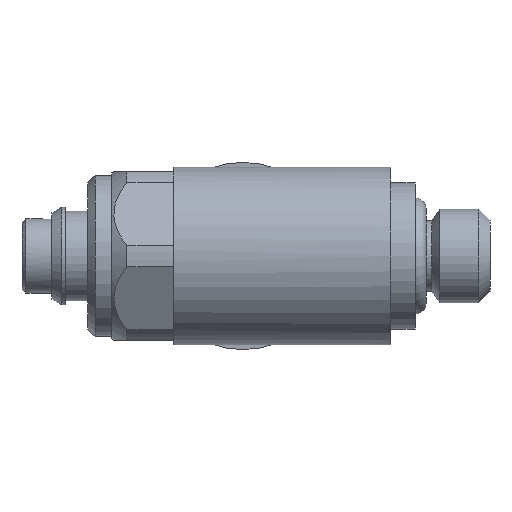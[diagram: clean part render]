
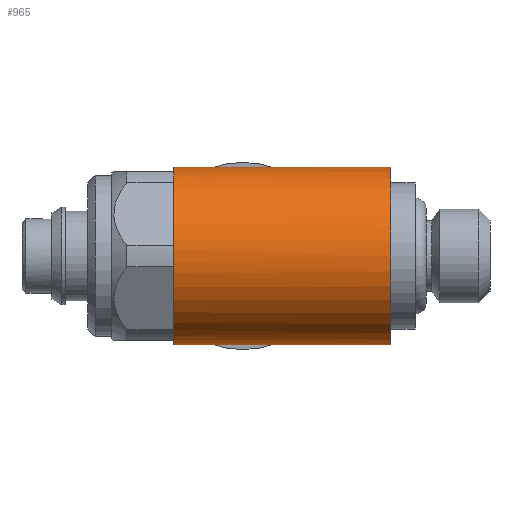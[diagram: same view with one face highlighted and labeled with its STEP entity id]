
A CAD part, left-side view. The second image highlights one B-rep face of the part: STEP entity #965.
In plain terms, the highlighted cylindrical face has radius 4.75 mm (diameter 9.5 mm), a full revolution.
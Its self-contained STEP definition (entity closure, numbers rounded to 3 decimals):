
#261=B_SPLINE_CURVE_WITH_KNOTS('',3,(#1420,#1421,#1422,#1423,#1424,#1425,
#1426,#1427,#1428,#1429,#1430,#1431,#1432,#1433,#1434,#1435,#1436,#1437,
#1438,#1439,#1440,#1441,#1442,#1443,#1444,#1445,#1446,#1447,#1448,#1449,
#1450,#1451,#1452,#1453,#1454,#1455,#1456,#1457,#1458,#1459,#1460,#1461,
#1462,#1463,#1464,#1465,#1466,#1467,#1468,#1469,#1470,#1471,#1472,#1473,
#1474,#1475,#1476,#1477,#1478,#1479,#1480,#1481,#1482,#1483,#1484,#1485),
 .UNSPECIFIED.,.T.,.U.,(4,2,2,2,2,2,2,2,2,2,2,2,2,2,2,2,2,2,2,2,2,2,2,2,
2,2,2,2,2,2,2,2,4),(0.,0.702,1.405,2.107,
2.809,3.498,4.187,4.876,5.565,
6.254,6.943,7.632,8.321,9.023,
9.726,10.428,11.13,11.832,12.535,
13.237,13.939,14.628,15.317,16.006,
16.695,17.384,18.073,18.762,19.451,
20.153,20.856,21.558,22.26),
 .UNSPECIFIED.);
#269=VERTEX_POINT('',#1419);
#270=VERTEX_POINT('',#1486);
#271=VERTEX_POINT('',#1488);
#272=VERTEX_POINT('',#1489);
#273=VERTEX_POINT('',#1491);
#274=VERTEX_POINT('',#1493);
#275=VERTEX_POINT('',#1495);
#276=VERTEX_POINT('',#1497);
#277=VERTEX_POINT('',#1499);
#278=VERTEX_POINT('',#1501);
#279=VERTEX_POINT('',#1503);
#280=VERTEX_POINT('',#1505);
#281=VERTEX_POINT('',#1507);
#282=VERTEX_POINT('',#1509);
#351=CIRCLE('',#1760,4.75);
#352=CIRCLE('',#1761,4.75);
#353=CIRCLE('',#1762,4.75);
#354=CIRCLE('',#1763,4.75);
#355=CIRCLE('',#1764,4.75);
#356=CIRCLE('',#1765,4.75);
#357=CIRCLE('',#1766,4.75);
#358=CIRCLE('',#1767,4.75);
#359=CIRCLE('',#1768,4.75);
#360=CIRCLE('',#1769,4.75);
#361=CIRCLE('',#1770,4.75);
#362=CIRCLE('',#1771,4.75);
#363=CIRCLE('',#1772,4.75);
#418=EDGE_CURVE('',#269,#269,#351,.T.);
#419=EDGE_CURVE('',#270,#270,#261,.T.);
#420=EDGE_CURVE('',#271,#272,#352,.F.);
#421=EDGE_CURVE('',#272,#273,#353,.T.);
#422=EDGE_CURVE('',#273,#274,#354,.F.);
#423=EDGE_CURVE('',#274,#275,#355,.T.);
#424=EDGE_CURVE('',#275,#276,#356,.F.);
#425=EDGE_CURVE('',#276,#277,#357,.T.);
#426=EDGE_CURVE('',#277,#278,#358,.F.);
#427=EDGE_CURVE('',#278,#279,#359,.T.);
#428=EDGE_CURVE('',#279,#280,#360,.F.);
#429=EDGE_CURVE('',#280,#281,#361,.T.);
#430=EDGE_CURVE('',#281,#282,#362,.F.);
#431=EDGE_CURVE('',#282,#271,#363,.T.);
#540=ORIENTED_EDGE('',*,*,#418,.F.);
#541=ORIENTED_EDGE('',*,*,#419,.F.);
#542=ORIENTED_EDGE('',*,*,#420,.T.);
#543=ORIENTED_EDGE('',*,*,#421,.T.);
#544=ORIENTED_EDGE('',*,*,#422,.T.);
#545=ORIENTED_EDGE('',*,*,#423,.T.);
#546=ORIENTED_EDGE('',*,*,#424,.T.);
#547=ORIENTED_EDGE('',*,*,#425,.T.);
#548=ORIENTED_EDGE('',*,*,#426,.T.);
#549=ORIENTED_EDGE('',*,*,#427,.T.);
#550=ORIENTED_EDGE('',*,*,#428,.T.);
#551=ORIENTED_EDGE('',*,*,#429,.T.);
#552=ORIENTED_EDGE('',*,*,#430,.T.);
#553=ORIENTED_EDGE('',*,*,#431,.T.);
#764=EDGE_LOOP('',(#540));
#765=EDGE_LOOP('',(#541));
#766=EDGE_LOOP('',(#542,#543,#544,#545,#546,#547,#548,#549,#550,#551,#552,
#553));
#866=FACE_BOUND('',#764,.T.);
#867=FACE_BOUND('',#765,.T.);
#868=FACE_BOUND('',#766,.T.);
#965=ADVANCED_FACE('',(#866,#867,#868),#1030,.T.);
#1030=CYLINDRICAL_SURFACE('',#1759,4.75);
#1070=DIRECTION('',(0.,1.,0.));
#1071=DIRECTION('',(0.,0.,-4.75));
#1072=DIRECTION('',(0.,-1.,0.));
#1073=DIRECTION('',(0.,0.,-4.75));
#1074=DIRECTION('',(0.,1.,0.));
#1075=DIRECTION('',(0.,0.,-4.75));
#1076=DIRECTION('',(0.,-1.,0.));
#1077=DIRECTION('',(0.,0.,-4.75));
#1078=DIRECTION('',(0.,1.,0.));
#1079=DIRECTION('',(0.,0.,-4.75));
#1080=DIRECTION('',(0.,-1.,0.));
#1081=DIRECTION('',(0.,0.,-4.75));
#1082=DIRECTION('',(0.,1.,0.));
#1083=DIRECTION('',(0.,0.,-4.75));
#1084=DIRECTION('',(0.,-1.,0.));
#1085=DIRECTION('',(0.,0.,-4.75));
#1086=DIRECTION('',(0.,1.,0.));
#1087=DIRECTION('',(0.,0.,-4.75));
#1088=DIRECTION('',(0.,-1.,0.));
#1089=DIRECTION('',(0.,0.,-4.75));
#1090=DIRECTION('',(0.,1.,0.));
#1091=DIRECTION('',(0.,0.,-4.75));
#1092=DIRECTION('',(0.,-1.,0.));
#1093=DIRECTION('',(0.,0.,-4.75));
#1094=DIRECTION('',(0.,1.,0.));
#1095=DIRECTION('',(0.,0.,-4.75));
#1096=DIRECTION('',(0.,-1.,0.));
#1097=DIRECTION('',(0.,0.,-4.75));
#1417=CARTESIAN_POINT('',(0.,-4.,0.));
#1418=CARTESIAN_POINT('',(0.,1.3,0.));
#1419=CARTESIAN_POINT('',(0.,1.3,-4.75));
#1420=CARTESIAN_POINT('',(3.211,9.2,3.5));
#1421=CARTESIAN_POINT('',(3.211,8.966,3.5));
#1422=CARTESIAN_POINT('',(3.238,8.73,3.476));
#1423=CARTESIAN_POINT('',(3.335,8.271,3.383));
#1424=CARTESIAN_POINT('',(3.406,8.047,3.313));
#1425=CARTESIAN_POINT('',(3.573,7.622,3.133));
#1426=CARTESIAN_POINT('',(3.668,7.421,3.022));
#1427=CARTESIAN_POINT('',(3.862,7.048,2.769));
#1428=CARTESIAN_POINT('',(3.962,6.877,2.627));
#1429=CARTESIAN_POINT('',(4.145,6.576,2.326));
#1430=CARTESIAN_POINT('',(4.237,6.434,2.156));
#1431=CARTESIAN_POINT('',(4.407,6.18,1.784));
#1432=CARTESIAN_POINT('',(4.485,6.069,1.581));
#1433=CARTESIAN_POINT('',(4.614,5.887,1.152));
#1434=CARTESIAN_POINT('',(4.665,5.816,0.925));
#1435=CARTESIAN_POINT('',(4.733,5.723,0.464));
#1436=CARTESIAN_POINT('',(4.75,5.7,0.23));
#1437=CARTESIAN_POINT('',(4.75,5.7,-0.23));
#1438=CARTESIAN_POINT('',(4.733,5.723,-0.464));
#1439=CARTESIAN_POINT('',(4.665,5.816,-0.925));
#1440=CARTESIAN_POINT('',(4.614,5.887,-1.152));
#1441=CARTESIAN_POINT('',(4.485,6.069,-1.581));
#1442=CARTESIAN_POINT('',(4.407,6.18,-1.784));
#1443=CARTESIAN_POINT('',(4.237,6.434,-2.156));
#1444=CARTESIAN_POINT('',(4.145,6.576,-2.326));
#1445=CARTESIAN_POINT('',(3.962,6.877,-2.627));
#1446=CARTESIAN_POINT('',(3.862,7.048,-2.769));
#1447=CARTESIAN_POINT('',(3.668,7.421,-3.022));
#1448=CARTESIAN_POINT('',(3.573,7.622,-3.133));
#1449=CARTESIAN_POINT('',(3.406,8.047,-3.313));
#1450=CARTESIAN_POINT('',(3.335,8.271,-3.383));
#1451=CARTESIAN_POINT('',(3.238,8.73,-3.476));
#1452=CARTESIAN_POINT('',(3.211,8.966,-3.5));
#1453=CARTESIAN_POINT('',(3.211,9.434,-3.5));
#1454=CARTESIAN_POINT('',(3.238,9.67,-3.476));
#1455=CARTESIAN_POINT('',(3.335,10.129,-3.383));
#1456=CARTESIAN_POINT('',(3.406,10.353,-3.313));
#1457=CARTESIAN_POINT('',(3.573,10.778,-3.133));
#1458=CARTESIAN_POINT('',(3.668,10.979,-3.022));
#1459=CARTESIAN_POINT('',(3.862,11.352,-2.769));
#1460=CARTESIAN_POINT('',(3.962,11.523,-2.627));
#1461=CARTESIAN_POINT('',(4.145,11.824,-2.326));
#1462=CARTESIAN_POINT('',(4.237,11.966,-2.156));
#1463=CARTESIAN_POINT('',(4.407,12.22,-1.784));
#1464=CARTESIAN_POINT('',(4.485,12.331,-1.581));
#1465=CARTESIAN_POINT('',(4.614,12.513,-1.152));
#1466=CARTESIAN_POINT('',(4.665,12.584,-0.925));
#1467=CARTESIAN_POINT('',(4.733,12.677,-0.464));
#1468=CARTESIAN_POINT('',(4.75,12.7,-0.23));
#1469=CARTESIAN_POINT('',(4.75,12.7,0.23));
#1470=CARTESIAN_POINT('',(4.733,12.677,0.464));
#1471=CARTESIAN_POINT('',(4.665,12.584,0.925));
#1472=CARTESIAN_POINT('',(4.614,12.513,1.152));
#1473=CARTESIAN_POINT('',(4.485,12.331,1.581));
#1474=CARTESIAN_POINT('',(4.407,12.22,1.784));
#1475=CARTESIAN_POINT('',(4.237,11.966,2.156));
#1476=CARTESIAN_POINT('',(4.145,11.824,2.326));
#1477=CARTESIAN_POINT('',(3.962,11.523,2.627));
#1478=CARTESIAN_POINT('',(3.862,11.352,2.769));
#1479=CARTESIAN_POINT('',(3.668,10.979,3.022));
#1480=CARTESIAN_POINT('',(3.573,10.778,3.133));
#1481=CARTESIAN_POINT('',(3.406,10.353,3.313));
#1482=CARTESIAN_POINT('',(3.335,10.129,3.383));
#1483=CARTESIAN_POINT('',(3.238,9.67,3.476));
#1484=CARTESIAN_POINT('',(3.211,9.434,3.5));
#1485=CARTESIAN_POINT('',(3.211,9.2,3.5));
#1486=CARTESIAN_POINT('',(3.211,9.2,-3.5));
#1487=CARTESIAN_POINT('',(0.,12.9,0.));
#1488=CARTESIAN_POINT('',(3.137,12.9,-3.567));
#1489=CARTESIAN_POINT('',(4.657,12.9,-0.933));
#1490=CARTESIAN_POINT('',(0.,12.9,0.));
#1491=CARTESIAN_POINT('',(4.657,12.9,0.933));
#1492=CARTESIAN_POINT('',(0.,12.9,0.));
#1493=CARTESIAN_POINT('',(3.137,12.9,3.567));
#1494=CARTESIAN_POINT('',(0.,12.9,0.));
#1495=CARTESIAN_POINT('',(1.521,12.9,4.5));
#1496=CARTESIAN_POINT('',(0.,12.9,0.));
#1497=CARTESIAN_POINT('',(-1.521,12.9,4.5));
#1498=CARTESIAN_POINT('',(0.,12.9,0.));
#1499=CARTESIAN_POINT('',(-3.137,12.9,3.567));
#1500=CARTESIAN_POINT('',(0.,12.9,0.));
#1501=CARTESIAN_POINT('',(-4.657,12.9,0.933));
#1502=CARTESIAN_POINT('',(0.,12.9,0.));
#1503=CARTESIAN_POINT('',(-4.657,12.9,-0.933));
#1504=CARTESIAN_POINT('',(0.,12.9,0.));
#1505=CARTESIAN_POINT('',(-3.137,12.9,-3.567));
#1506=CARTESIAN_POINT('',(0.,12.9,0.));
#1507=CARTESIAN_POINT('',(-1.521,12.9,-4.5));
#1508=CARTESIAN_POINT('',(0.,12.9,0.));
#1509=CARTESIAN_POINT('',(1.521,12.9,-4.5));
#1510=CARTESIAN_POINT('',(0.,12.9,0.));
#1759=AXIS2_PLACEMENT_3D('',#1417,#1070,#1071);
#1760=AXIS2_PLACEMENT_3D('',#1418,#1072,#1073);
#1761=AXIS2_PLACEMENT_3D('',#1487,#1074,#1075);
#1762=AXIS2_PLACEMENT_3D('',#1490,#1076,#1077);
#1763=AXIS2_PLACEMENT_3D('',#1492,#1078,#1079);
#1764=AXIS2_PLACEMENT_3D('',#1494,#1080,#1081);
#1765=AXIS2_PLACEMENT_3D('',#1496,#1082,#1083);
#1766=AXIS2_PLACEMENT_3D('',#1498,#1084,#1085);
#1767=AXIS2_PLACEMENT_3D('',#1500,#1086,#1087);
#1768=AXIS2_PLACEMENT_3D('',#1502,#1088,#1089);
#1769=AXIS2_PLACEMENT_3D('',#1504,#1090,#1091);
#1770=AXIS2_PLACEMENT_3D('',#1506,#1092,#1093);
#1771=AXIS2_PLACEMENT_3D('',#1508,#1094,#1095);
#1772=AXIS2_PLACEMENT_3D('',#1510,#1096,#1097);
